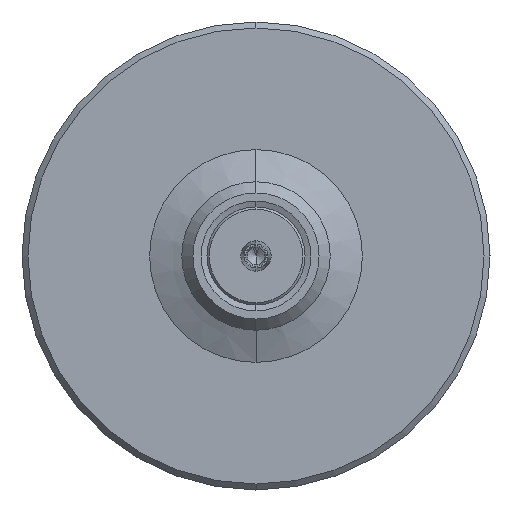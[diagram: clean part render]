
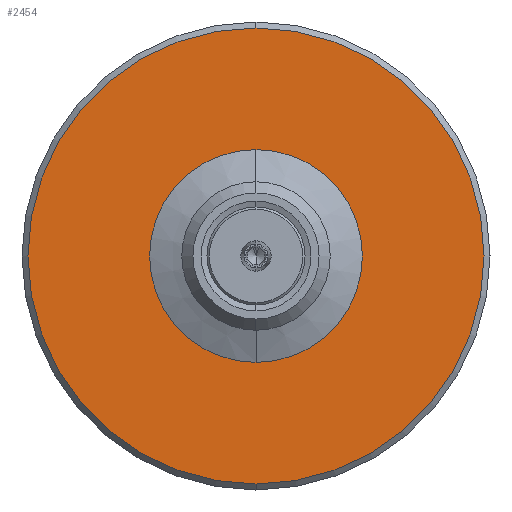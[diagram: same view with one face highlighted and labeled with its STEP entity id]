
A CAD part, left-side view. The second image highlights one B-rep face of the part: STEP entity #2454.
In plain terms, the highlighted planar face has unit normal (-1, 0, 0).
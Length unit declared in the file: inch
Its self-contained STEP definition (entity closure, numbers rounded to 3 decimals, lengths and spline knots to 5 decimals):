
#68 = ORIENTED_EDGE ( 'NONE', *, *, #2268, .T. ) ;
#70 = DIRECTION ( 'NONE',  ( 1., 0., 0. ) ) ;
#139 = CIRCLE ( 'NONE', #2233, 0.3837 ) ;
#378 = CARTESIAN_POINT ( 'NONE',  ( 0.37924, 0., -0.17985 ) ) ;
#480 = DIRECTION ( 'NONE',  ( 0., 0., 1. ) ) ;
#488 = DIRECTION ( 'NONE',  ( 0., 0., -1. ) ) ;
#553 = DIRECTION ( 'NONE',  ( 0., 0., -1. ) ) ;
#588 = CARTESIAN_POINT ( 'NONE',  ( 0.37924, 0., -0.00088 ) ) ;
#802 = VERTEX_POINT ( 'NONE', #2818 ) ;
#838 = ORIENTED_EDGE ( 'NONE', *, *, #947, .F. ) ;
#893 = CARTESIAN_POINT ( 'NONE',  ( 0.37924, 0., 0. ) ) ;
#947 = EDGE_CURVE ( 'NONE', #2352, #802, #139, .T. ) ;
#970 = AXIS2_PLACEMENT_3D ( 'NONE', #1307, #4200, #488 ) ;
#1019 = CARTESIAN_POINT ( 'NONE',  ( 0.37924, 0., -0.00088 ) ) ;
#1171 = CARTESIAN_POINT ( 'NONE',  ( 0.37924, 0., 0.1781 ) ) ;
#1203 = VERTEX_POINT ( 'NONE', #1171 ) ;
#1307 = CARTESIAN_POINT ( 'NONE',  ( 0.37924, 0., -0.00088 ) ) ;
#1391 = EDGE_CURVE ( 'NONE', #802, #2352, #2118, .T. ) ;
#1738 = FACE_BOUND ( 'NONE', #3059, .T. ) ;
#1741 = DIRECTION ( 'NONE',  ( 0., 0., -1. ) ) ;
#1757 = EDGE_LOOP ( 'NONE', ( #3868, #838 ) ) ;
#1773 = CIRCLE ( 'NONE', #3559, 0.17898 ) ;
#2118 = CIRCLE ( 'NONE', #4524, 0.3837 ) ;
#2183 = AXIS2_PLACEMENT_3D ( 'NONE', #893, #5065, #480 ) ;
#2233 = AXIS2_PLACEMENT_3D ( 'NONE', #1019, #5131, #553 ) ;
#2268 = EDGE_CURVE ( 'NONE', #1203, #4391, #3205, .T. ) ;
#2352 = VERTEX_POINT ( 'NONE', #2883 ) ;
#2454 = ADVANCED_FACE ( 'NONE', ( #1738, #4618 ), #3371, .T. ) ;
#2818 = CARTESIAN_POINT ( 'NONE',  ( 0.37924, 0., -0.38458 ) ) ;
#2883 = CARTESIAN_POINT ( 'NONE',  ( 0.37924, 0., 0.38282 ) ) ;
#3059 = EDGE_LOOP ( 'NONE', ( #4041, #68 ) ) ;
#3205 = CIRCLE ( 'NONE', #970, 0.17898 ) ;
#3371 = PLANE ( 'NONE',  #2183 ) ;
#3392 = DIRECTION ( 'NONE',  ( 1., 0., 0. ) ) ;
#3559 = AXIS2_PLACEMENT_3D ( 'NONE', #588, #3392, #5060 ) ;
#3782 = CARTESIAN_POINT ( 'NONE',  ( 0.37924, 0., -0.00088 ) ) ;
#3868 = ORIENTED_EDGE ( 'NONE', *, *, #1391, .F. ) ;
#4041 = ORIENTED_EDGE ( 'NONE', *, *, #4170, .T. ) ;
#4170 = EDGE_CURVE ( 'NONE', #4391, #1203, #1773, .T. ) ;
#4200 = DIRECTION ( 'NONE',  ( 1., 0., 0. ) ) ;
#4391 = VERTEX_POINT ( 'NONE', #378 ) ;
#4524 = AXIS2_PLACEMENT_3D ( 'NONE', #3782, #70, #1741 ) ;
#4618 = FACE_OUTER_BOUND ( 'NONE', #1757, .T. ) ;
#5060 = DIRECTION ( 'NONE',  ( 0., 0., -1. ) ) ;
#5065 = DIRECTION ( 'NONE',  ( -1., 0., 0. ) ) ;
#5131 = DIRECTION ( 'NONE',  ( 1., 0., 0. ) ) ;
